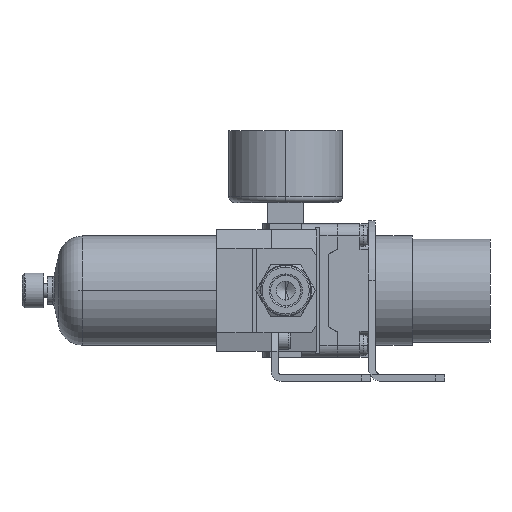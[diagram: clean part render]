
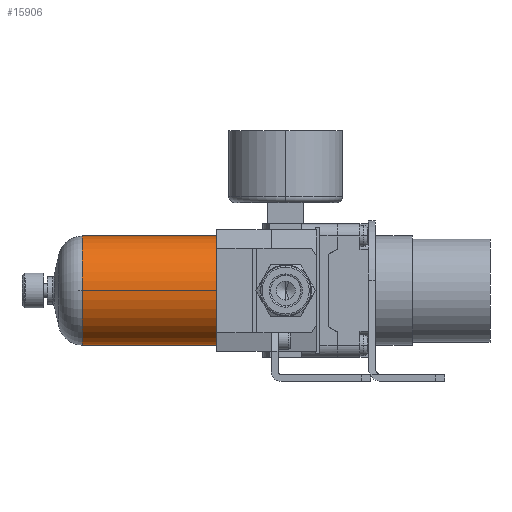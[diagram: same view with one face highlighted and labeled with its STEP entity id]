
A CAD part, left-side view. The second image highlights one B-rep face of the part: STEP entity #15906.
In plain terms, the highlighted cylindrical face has radius 18 mm (diameter 36 mm), a partial arc.
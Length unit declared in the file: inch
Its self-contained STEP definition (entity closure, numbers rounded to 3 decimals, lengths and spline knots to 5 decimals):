
#1016 = EDGE_CURVE ( 'NONE', #6704, #13436, #15720, .T. ) ;
#1117 = AXIS2_PLACEMENT_3D ( 'NONE', #10957, #9321, #5903 ) ;
#1200 = ORIENTED_EDGE ( 'NONE', *, *, #4620, .F. ) ;
#1767 = CARTESIAN_POINT ( 'NONE',  ( -6.6378, 2.64105, 0.70866 ) ) ;
#2789 = LINE ( 'NONE', #12708, #3068 ) ;
#2886 = CARTESIAN_POINT ( 'NONE',  ( -6.6378, 0.89764, -0.70866 ) ) ;
#3068 = VECTOR ( 'NONE', #4035, 39.37008 ) ;
#3461 = CIRCLE ( 'NONE', #11090, 0.70866 ) ;
#3562 = CARTESIAN_POINT ( 'NONE',  ( -6.6378, 0.89764, 0. ) ) ;
#4035 = DIRECTION ( 'NONE',  ( 0., -1., 0. ) ) ;
#4487 = CARTESIAN_POINT ( 'NONE',  ( -6.6378, 2.64105, -0.70866 ) ) ;
#4620 = EDGE_CURVE ( 'NONE', #13446, #19738, #3461, .T. ) ;
#5470 = CYLINDRICAL_SURFACE ( 'NONE', #20279, 0.70866 ) ;
#5903 = DIRECTION ( 'NONE',  ( 0., 0., -1. ) ) ;
#6704 = VERTEX_POINT ( 'NONE', #1767 ) ;
#8218 = LINE ( 'NONE', #2886, #20020 ) ;
#9321 = DIRECTION ( 'NONE',  ( 0., -1., 0. ) ) ;
#10188 = CARTESIAN_POINT ( 'NONE',  ( -6.6378, 0.89764, 0.70866 ) ) ;
#10321 = DIRECTION ( 'NONE',  ( 0., -1., 0. ) ) ;
#10436 = DIRECTION ( 'NONE',  ( 0., -1., 0. ) ) ;
#10479 = DIRECTION ( 'NONE',  ( 0., 0., 1. ) ) ;
#10957 = CARTESIAN_POINT ( 'NONE',  ( -6.6378, 2.64105, 0. ) ) ;
#11090 = AXIS2_PLACEMENT_3D ( 'NONE', #3562, #10436, #21203 ) ;
#12082 = DIRECTION ( 'NONE',  ( 0., -1., 0. ) ) ;
#12708 = CARTESIAN_POINT ( 'NONE',  ( -6.6378, 0.89764, 0.70866 ) ) ;
#13436 = VERTEX_POINT ( 'NONE', #4487 ) ;
#13446 = VERTEX_POINT ( 'NONE', #10188 ) ;
#14140 = EDGE_CURVE ( 'NONE', #6704, #13446, #2789, .T. ) ;
#14975 = ORIENTED_EDGE ( 'NONE', *, *, #18808, .T. ) ;
#15720 = CIRCLE ( 'NONE', #1117, 0.70866 ) ;
#15906 = ADVANCED_FACE ( 'NONE', ( #22458 ), #5470, .T. ) ;
#17573 = ORIENTED_EDGE ( 'NONE', *, *, #14140, .F. ) ;
#17967 = ORIENTED_EDGE ( 'NONE', *, *, #1016, .T. ) ;
#18808 = EDGE_CURVE ( 'NONE', #13436, #19738, #8218, .T. ) ;
#19023 = CARTESIAN_POINT ( 'NONE',  ( -6.6378, 0.89764, 0. ) ) ;
#19342 = CARTESIAN_POINT ( 'NONE',  ( -6.6378, 0.89764, -0.70866 ) ) ;
#19738 = VERTEX_POINT ( 'NONE', #19342 ) ;
#20020 = VECTOR ( 'NONE', #12082, 39.37008 ) ;
#20279 = AXIS2_PLACEMENT_3D ( 'NONE', #19023, #10321, #10479 ) ;
#21203 = DIRECTION ( 'NONE',  ( 0., 0., 1. ) ) ;
#22107 = EDGE_LOOP ( 'NONE', ( #17967, #14975, #1200, #17573 ) ) ;
#22458 = FACE_OUTER_BOUND ( 'NONE', #22107, .T. ) ;
